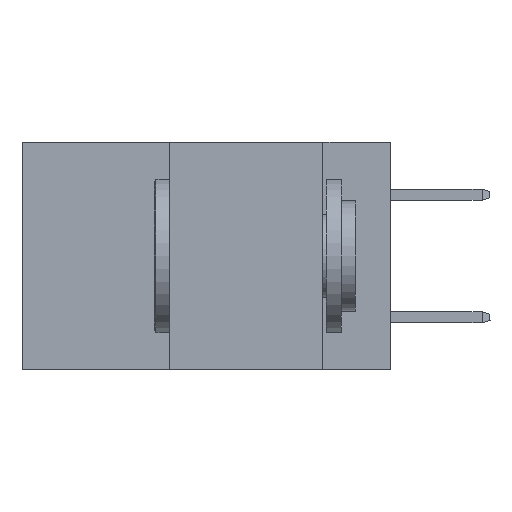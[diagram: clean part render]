
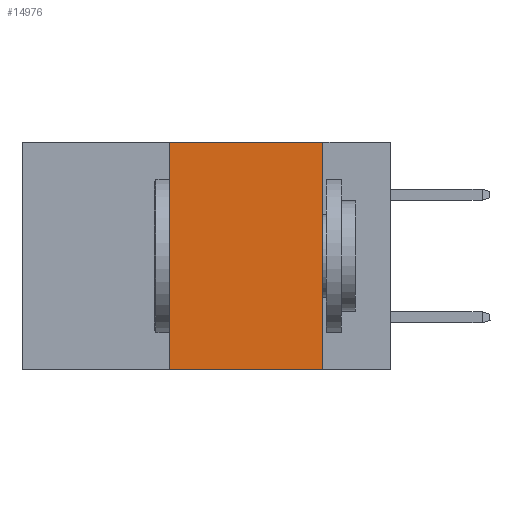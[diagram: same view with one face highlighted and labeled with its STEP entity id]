
A CAD part, left-side view. The second image highlights one B-rep face of the part: STEP entity #14976.
In plain terms, the highlighted planar face has unit normal (-1, 0, 0).
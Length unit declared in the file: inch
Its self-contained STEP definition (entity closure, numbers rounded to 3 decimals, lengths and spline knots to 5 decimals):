
#3342 = VECTOR ( 'NONE', #9399, 39.37008 ) ;
#4000 = CARTESIAN_POINT ( 'NONE',  ( 0., 0.6, 0. ) ) ;
#4441 = LINE ( 'NONE', #10604, #20927 ) ;
#6148 = LINE ( 'NONE', #30844, #33144 ) ;
#6620 = PLANE ( 'NONE',  #23060 ) ;
#8929 = CARTESIAN_POINT ( 'NONE',  ( 0., 0.11, 0. ) ) ;
#9399 = DIRECTION ( 'NONE',  ( 0., 0., -1. ) ) ;
#10604 = CARTESIAN_POINT ( 'NONE',  ( 0., 0.36, 0. ) ) ;
#13121 = VERTEX_POINT ( 'NONE', #15347 ) ;
#14189 = EDGE_CURVE ( 'NONE', #13121, #16750, #6148, .T. ) ;
#14976 = ADVANCED_FACE ( 'NONE', ( #31920 ), #6620, .F. ) ;
#15347 = CARTESIAN_POINT ( 'NONE',  ( 0., 0.36, -0.37 ) ) ;
#15410 = EDGE_CURVE ( 'NONE', #43701, #33025, #41834, .T. ) ;
#15860 = ORIENTED_EDGE ( 'NONE', *, *, #45423, .F. ) ;
#16750 = VERTEX_POINT ( 'NONE', #33433 ) ;
#19043 = ORIENTED_EDGE ( 'NONE', *, *, #45204, .F. ) ;
#20927 = VECTOR ( 'NONE', #38464, 39.37008 ) ;
#20928 = ORIENTED_EDGE ( 'NONE', *, *, #15410, .F. ) ;
#21363 = DIRECTION ( 'NONE',  ( 1., 0., 0. ) ) ;
#23060 = AXIS2_PLACEMENT_3D ( 'NONE', #4000, #21363, #32150 ) ;
#30145 = DIRECTION ( 'NONE',  ( 0., -1., 0. ) ) ;
#30844 = CARTESIAN_POINT ( 'NONE',  ( 0., 0.6, -0.37 ) ) ;
#31920 = FACE_OUTER_BOUND ( 'NONE', #35955, .T. ) ;
#32150 = DIRECTION ( 'NONE',  ( 0., 0., -1. ) ) ;
#32503 = VECTOR ( 'NONE', #30145, 39.37008 ) ;
#33025 = VERTEX_POINT ( 'NONE', #8929 ) ;
#33144 = VECTOR ( 'NONE', #38184, 39.37008 ) ;
#33433 = CARTESIAN_POINT ( 'NONE',  ( 0., 0.11, -0.37 ) ) ;
#34216 = CARTESIAN_POINT ( 'NONE',  ( 0., 0.11, 0. ) ) ;
#35955 = EDGE_LOOP ( 'NONE', ( #19043, #20928, #15860, #44503 ) ) ;
#37174 = CARTESIAN_POINT ( 'NONE',  ( 0., 0.36, 0. ) ) ;
#38184 = DIRECTION ( 'NONE',  ( 0., -1., 0. ) ) ;
#38464 = DIRECTION ( 'NONE',  ( 0., 0., 1. ) ) ;
#40748 = CARTESIAN_POINT ( 'NONE',  ( 0., 0.6, 0. ) ) ;
#41834 = LINE ( 'NONE', #40748, #32503 ) ;
#42969 = LINE ( 'NONE', #34216, #3342 ) ;
#43701 = VERTEX_POINT ( 'NONE', #37174 ) ;
#44503 = ORIENTED_EDGE ( 'NONE', *, *, #14189, .T. ) ;
#45204 = EDGE_CURVE ( 'NONE', #33025, #16750, #42969, .T. ) ;
#45423 = EDGE_CURVE ( 'NONE', #13121, #43701, #4441, .T. ) ;
